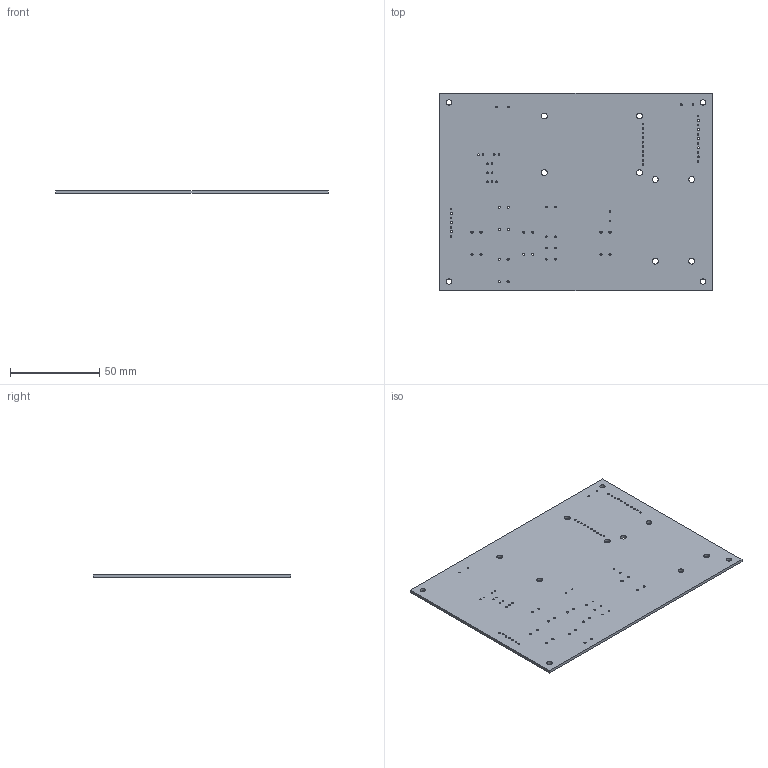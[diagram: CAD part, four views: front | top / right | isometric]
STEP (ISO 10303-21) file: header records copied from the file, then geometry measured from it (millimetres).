
FILE_DESCRIPTION(('KiCad electronic assembly'),'2;1');
FILE_NAME('InterfaceBoard.step','2021-04-21T16:12:19',('An Author'),( 'A Company'),'Open CASCADE STEP processor 7.3', 'KiCad to STEP converter','Unknown');
FILE_SCHEMA(('AUTOMOTIVE_DESIGN { 1 0 10303 214 1 1 1 1 }'));
Length unit declared in the file: millimetre
Products named in the file (2): Open CASCADE STEP translator 7.3 1; COMPOUND
Assembly tree (1 placements, depth 2):
  Open CASCADE STEP translator 7.3 1
    COMPOUND
Bounding box: 152.4 x 110.49 x 1.6 mm (x, y, z)
Volume: 26691.6 mm3; surface area: 34769.5 mm2
Topology: 1 solids, 1 shells, 91 faces, 267 edges, 178 vertices
Faces by surface type: cylinder 85, plane 6
Full cylindrical faces by diameter (mm): 0.813 x18, 0.9 x4, 1.016 x31, 1.2 x20, 3 x4, 3.302 x8
Entity records: 6989 total; most frequent: DIRECTION 1157, CARTESIAN_POINT 1072, ORIENTED_EDGE 534, PCURVE 534, DEFINITIONAL_REPRESENTATION 534, LINE 461, VECTOR 461, CIRCLE 340
